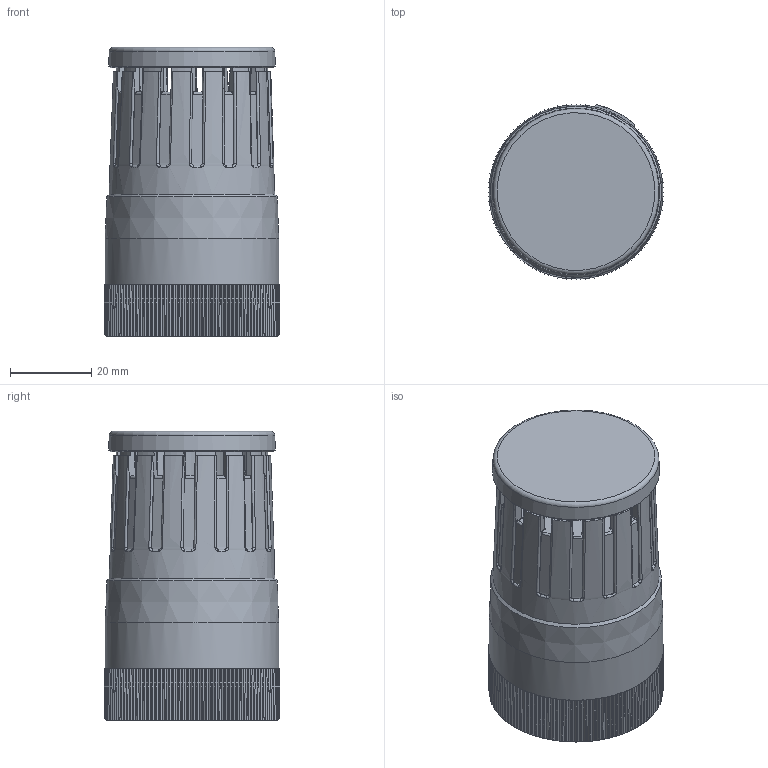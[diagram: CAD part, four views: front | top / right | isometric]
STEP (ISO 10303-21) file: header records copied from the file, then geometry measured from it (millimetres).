
FILE_DESCRIPTION(/* description */ (''),/* implementation_level */ '2;1');
FILE_NAME(/* name */ 'ZDE.stp',/* time_stamp */ '2015-01-07T11:58:08+01:00',/* author */ (''),/* organization */ (''),/* preprocessor_version */ 'ST-DEVELOPER v11',/* originating_system */ 'SIEMENS PLM Software NX 7.5',/* authorisation */ '');
FILE_SCHEMA (('AUTOMOTIVE_DESIGN { 1 0 10303 214 1 1 1 1 }'));
Products named in the file (1): m.ne8629sudf
Bounding box: 43.22 x 43.22 x 71.1 mm (x, y, z)
Volume: 74241.2 mm3; surface area: 17272.3 mm2
Topology: 1 solids, 1 shells, 1231 faces, 3326 edges, 2065 vertices
Faces by surface type: plane 456, cone 277, bspline 205, revolution 120, cylinder 75, torus 69, extrusion 15, sphere 14
Full cylindrical faces by diameter (mm): 1.2 x2, 42.74 x1
Entity records: 47500 total; most frequent: CARTESIAN_POINT 19640, ORIENTED_EDGE 6534, DIRECTION 4806, EDGE_CURVE 3267, VERTEX_POINT 2050, AXIS2_PLACEMENT_3D 1836, B_SPLINE_CURVE_WITH_KNOTS 1459, EDGE_LOOP 1271
